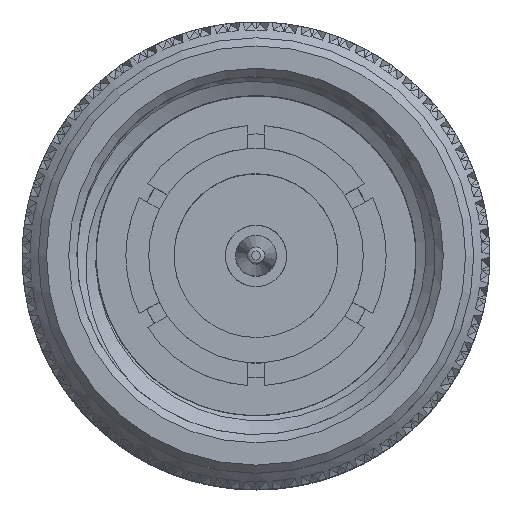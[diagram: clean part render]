
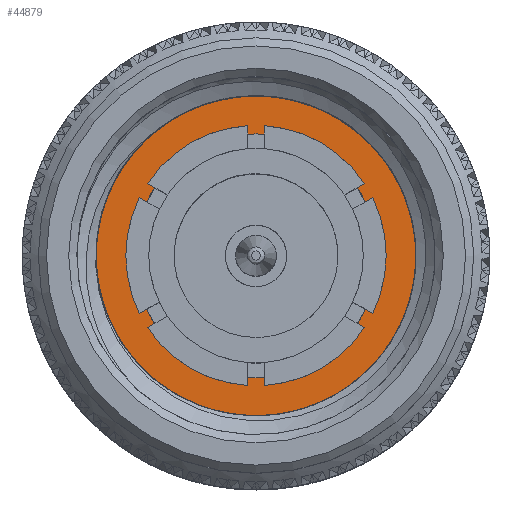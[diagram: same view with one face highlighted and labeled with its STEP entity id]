
A CAD part, top view. The second image highlights one B-rep face of the part: STEP entity #44879.
In plain terms, the highlighted face is planar.
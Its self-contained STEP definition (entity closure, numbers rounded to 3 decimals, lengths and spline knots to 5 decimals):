
#1894 = CARTESIAN_POINT ( 'NONE',  ( 0.315, 0., -0.21875 ) ) ;
#2710 = DIRECTION ( 'NONE',  ( 0., 1., 0. ) ) ;
#3221 = CARTESIAN_POINT ( 'NONE',  ( 0.315, -0.06646, -0.18391 ) ) ;
#3261 = ORIENTED_EDGE ( 'NONE', *, *, #94879, .T. ) ;
#4298 = CARTESIAN_POINT ( 'NONE',  ( 0.315, -0.18775, -0.08136 ) ) ;
#4534 = CARTESIAN_POINT ( 'NONE',  ( 0.315, -0.06646, -0.18391 ) ) ;
#4653 = CARTESIAN_POINT ( 'NONE',  ( 0.315, -0.0929, 0.19804 ) ) ;
#4850 = DIRECTION ( 'NONE',  ( 0., -1., 0. ) ) ;
#5002 = CARTESIAN_POINT ( 'NONE',  ( 0.315, -0.11106, 0.18848 ) ) ;
#5824 = VECTOR ( 'NONE', #54432, 39.37008 ) ;
#10004 = VERTEX_POINT ( 'NONE', #29335 ) ;
#11270 = PLANE ( 'NONE',  #49352 ) ;
#11630 = CARTESIAN_POINT ( 'NONE',  ( 0.315, -0.08576, -0.1772 ) ) ;
#12237 = CARTESIAN_POINT ( 'NONE',  ( 0.315, -0.02262, -0.19555 ) ) ;
#13609 = DIRECTION ( 'NONE',  ( 1., 0., 0. ) ) ;
#14486 = CARTESIAN_POINT ( 'NONE',  ( 0.315, -0.1968, 0.07763 ) ) ;
#20172 = CIRCLE ( 'NONE', #69527, 0.21875 ) ;
#21749 = CARTESIAN_POINT ( 'NONE',  ( 0.315, -0.14972, 0.15536 ) ) ;
#25686 = CARTESIAN_POINT ( 'NONE',  ( 0.315, -0.06646, -0.18391 ) ) ;
#25808 = ORIENTED_EDGE ( 'NONE', *, *, #92968, .T. ) ;
#29002 = CARTESIAN_POINT ( 'NONE',  ( 0.315, -0.10405, -0.16834 ) ) ;
#29220 = ORIENTED_EDGE ( 'NONE', *, *, #78205, .T. ) ;
#29335 = CARTESIAN_POINT ( 'NONE',  ( 0.315, -0.0929, 0.19804 ) ) ;
#29848 = B_SPLINE_CURVE_WITH_KNOTS ( 'NONE', 3,
 ( #53507, #12237, #29948, #4534 ),
 .UNSPECIFIED., .F., .F.,
 ( 4, 4 ),
 ( 0., 0.00172 ),
 .UNSPECIFIED. ) ;
#29948 = CARTESIAN_POINT ( 'NONE',  ( 0.315, -0.04518, -0.1916 ) ) ;
#35724 = VERTEX_POINT ( 'NONE', #1894 ) ;
#36245 = EDGE_LOOP ( 'NONE', ( #94478, #25808, #29220, #3261 ) ) ;
#36567 = CARTESIAN_POINT ( 'NONE',  ( 0.315, -0.13757, -0.14502 ) ) ;
#38345 = CARTESIAN_POINT ( 'NONE',  ( 0.315, -0.20615, 0.03797 ) ) ;
#38696 = CARTESIAN_POINT ( 'NONE',  ( 0.315, -0.20791, 0.01776 ) ) ;
#41224 = FACE_OUTER_BOUND ( 'NONE', #36245, .T. ) ;
#42438 = AXIS2_PLACEMENT_3D ( 'NONE', #69072, #43296, #2710 ) ;
#43296 = DIRECTION ( 'NONE',  ( 1., 0., 0. ) ) ;
#44182 = CARTESIAN_POINT ( 'NONE',  ( 0.315, 0., 0. ) ) ;
#44879 = ADVANCED_FACE ( 'NONE', ( #55439, #41224 ), #11270, .T. ) ;
#45617 = CARTESIAN_POINT ( 'NONE',  ( 0.315, -0.12971, -0.15147 ) ) ;
#49352 = AXIS2_PLACEMENT_3D ( 'NONE', #44182, #84071, #69252 ) ;
#53507 = CARTESIAN_POINT ( 'NONE',  ( 0.315, 0., -0.19555 ) ) ;
#53955 = CARTESIAN_POINT ( 'NONE',  ( 0.315, -0.17788, -0.09907 ) ) ;
#54312 = CARTESIAN_POINT ( 'NONE',  ( 0.315, -0.20807, 0.00748 ) ) ;
#54432 = DIRECTION ( 'NONE',  ( 0., 0., 1. ) ) ;
#54503 = CARTESIAN_POINT ( 'NONE',  ( 0.315, 0., 0. ) ) ;
#55092 = LINE ( 'NONE', #80134, #5824 ) ;
#55439 = FACE_BOUND ( 'NONE', #59839, .T. ) ;
#56679 = CARTESIAN_POINT ( 'NONE',  ( 0.315, 0.149, 0. ) ) ;
#57678 = ORIENTED_EDGE ( 'NONE', *, *, #106685, .T. ) ;
#57899 = EDGE_CURVE ( 'NONE', #35724, #10004, #20172, .T. ) ;
#59839 = EDGE_LOOP ( 'NONE', ( #57678 ) ) ;
#62281 = CARTESIAN_POINT ( 'NONE',  ( 0.315, -0.20212, -0.04292 ) ) ;
#63304 = CARTESIAN_POINT ( 'NONE',  ( 0.315, -0.12779, 0.17637 ) ) ;
#63679 = CARTESIAN_POINT ( 'NONE',  ( 0.315, -0.20454, 0.04797 ) ) ;
#69072 = CARTESIAN_POINT ( 'NONE',  ( 0.315, 0., 0. ) ) ;
#69252 = DIRECTION ( 'NONE',  ( 0., -1., 0. ) ) ;
#69527 = AXIS2_PLACEMENT_3D ( 'NONE', #54503, #13609, #4850 ) ;
#71007 = CARTESIAN_POINT ( 'NONE',  ( 0.315, -0.18495, 0.10566 ) ) ;
#76164 = CIRCLE ( 'NONE', #42438, 0.149 ) ;
#76296 = B_SPLINE_CURVE_WITH_KNOTS ( 'NONE', 3,
 ( #3221, #93766, #11630, #29002, #77905, #45617, #36567, #86208, #103524, #53955, #4298, #62281, #78959, #54312, #38696, #38345, #63679, #95894, #14486, #80006, #71007, #79670, #80371, #96264, #21749, #63304, #5002, #4653 ),
 .UNSPECIFIED., .F., .F.,
 ( 4, 2, 2, 2, 2, 2, 2, 2, 2, 2, 2, 2, 2, 4 ),
 ( 0., 0.00077, 0.00155, 0.00232, 0.0031, 0.00464, 0.00619, 0.00697, 0.00774, 0.00852, 0.00929, 0.01006, 0.01084, 0.01239 ),
 .UNSPECIFIED. ) ;
#77905 = CARTESIAN_POINT ( 'NONE',  ( 0.315, -0.11289, -0.16317 ) ) ;
#78205 = EDGE_CURVE ( 'NONE', #84599, #101144, #29848, .T. ) ;
#78959 = CARTESIAN_POINT ( 'NONE',  ( 0.315, -0.20629, -0.02311 ) ) ;
#79670 = CARTESIAN_POINT ( 'NONE',  ( 0.315, -0.17488, 0.12324 ) ) ;
#80006 = CARTESIAN_POINT ( 'NONE',  ( 0.315, -0.18933, 0.09653 ) ) ;
#80134 = CARTESIAN_POINT ( 'NONE',  ( 0.315, 0., 0. ) ) ;
#80371 = CARTESIAN_POINT ( 'NONE',  ( 0.315, -0.16916, 0.13176 ) ) ;
#84071 = DIRECTION ( 'NONE',  ( -1., 0., 0. ) ) ;
#84599 = VERTEX_POINT ( 'NONE', #98062 ) ;
#86208 = CARTESIAN_POINT ( 'NONE',  ( 0.315, -0.15227, -0.13097 ) ) ;
#92716 = VERTEX_POINT ( 'NONE', #56679 ) ;
#92968 = EDGE_CURVE ( 'NONE', #35724, #84599, #55092, .T. ) ;
#93766 = CARTESIAN_POINT ( 'NONE',  ( 0.315, -0.07629, -0.18093 ) ) ;
#94478 = ORIENTED_EDGE ( 'NONE', *, *, #57899, .F. ) ;
#94879 = EDGE_CURVE ( 'NONE', #101144, #10004, #76296, .T. ) ;
#95894 = CARTESIAN_POINT ( 'NONE',  ( 0.315, -0.19988, 0.06777 ) ) ;
#96264 = CARTESIAN_POINT ( 'NONE',  ( 0.315, -0.15654, 0.14785 ) ) ;
#98062 = CARTESIAN_POINT ( 'NONE',  ( 0.315, 0., -0.19555 ) ) ;
#101144 = VERTEX_POINT ( 'NONE', #25686 ) ;
#103524 = CARTESIAN_POINT ( 'NONE',  ( 0.315, -0.15915, -0.12333 ) ) ;
#106685 = EDGE_CURVE ( 'NONE', #92716, #92716, #76164, .T. ) ;
